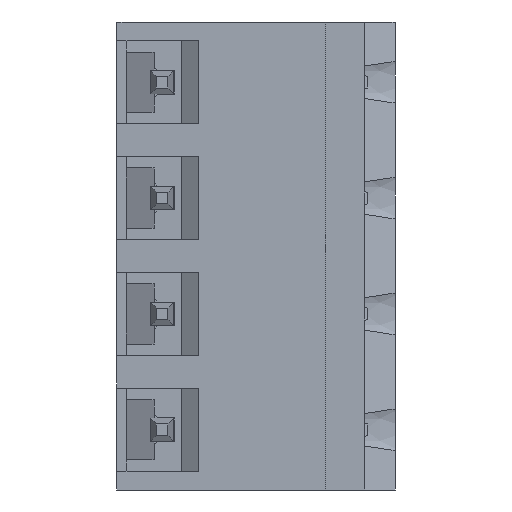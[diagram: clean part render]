
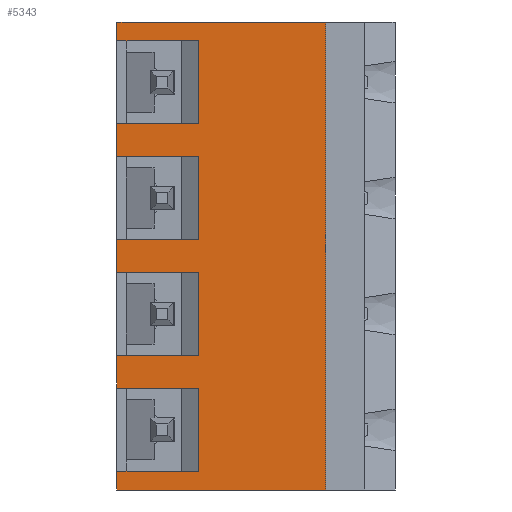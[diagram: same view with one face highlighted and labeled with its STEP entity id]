
A CAD part, left-side view. The second image highlights one B-rep face of the part: STEP entity #5343.
In plain terms, the highlighted planar face has unit normal (-1, 0, 0).
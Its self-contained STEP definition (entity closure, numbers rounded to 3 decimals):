
#388=DIRECTION('',(0.,0.,1.));
#389=VECTOR('',#388,20.2);
#390=CARTESIAN_POINT('',(-3.9,3.,0.));
#391=LINE('',#390,#389);
#400=DIRECTION('',(0.,0.,1.));
#401=VECTOR('',#400,1.4);
#402=CARTESIAN_POINT('',(-3.9,12.,14.4));
#403=LINE('',#402,#401);
#404=DIRECTION('',(0.,0.,-1.));
#405=VECTOR('',#404,3.6);
#406=CARTESIAN_POINT('',(-3.9,8.5,19.4));
#407=LINE('',#406,#405);
#408=DIRECTION('',(0.,0.,1.));
#409=VECTOR('',#408,0.8);
#410=CARTESIAN_POINT('',(-3.9,12.,19.4));
#411=LINE('',#410,#409);
#412=DIRECTION('',(0.,-1.,0.));
#413=VECTOR('',#412,9.);
#414=CARTESIAN_POINT('',(-3.9,12.,20.2));
#415=LINE('',#414,#413);
#416=DIRECTION('',(0.,-1.,0.));
#417=VECTOR('',#416,9.);
#418=CARTESIAN_POINT('',(-3.9,12.,0.));
#419=LINE('',#418,#417);
#420=DIRECTION('',(0.,0.,1.));
#421=VECTOR('',#420,0.8);
#422=CARTESIAN_POINT('',(-3.9,12.,0.));
#423=LINE('',#422,#421);
#424=DIRECTION('',(0.,0.,-1.));
#425=VECTOR('',#424,3.6);
#426=CARTESIAN_POINT('',(-3.9,8.5,4.4));
#427=LINE('',#426,#425);
#428=DIRECTION('',(0.,0.,1.));
#429=VECTOR('',#428,1.4);
#430=CARTESIAN_POINT('',(-3.9,12.,4.4));
#431=LINE('',#430,#429);
#432=DIRECTION('',(0.,0.,-1.));
#433=VECTOR('',#432,3.6);
#434=CARTESIAN_POINT('',(-3.9,8.5,9.4));
#435=LINE('',#434,#433);
#436=DIRECTION('',(0.,0.,1.));
#437=VECTOR('',#436,1.4);
#438=CARTESIAN_POINT('',(-3.9,12.,9.4));
#439=LINE('',#438,#437);
#440=DIRECTION('',(0.,0.,-1.));
#441=VECTOR('',#440,3.6);
#442=CARTESIAN_POINT('',(-3.9,8.5,14.4));
#443=LINE('',#442,#441);
#508=DIRECTION('',(0.,-1.,0.));
#509=VECTOR('',#508,3.5);
#510=CARTESIAN_POINT('',(-3.9,12.,19.4));
#511=LINE('',#510,#509);
#516=DIRECTION('',(0.,1.,0.));
#517=VECTOR('',#516,3.5);
#518=CARTESIAN_POINT('',(-3.9,8.5,15.8));
#519=LINE('',#518,#517);
#1924=DIRECTION('',(0.,-1.,0.));
#1925=VECTOR('',#1924,3.5);
#1926=CARTESIAN_POINT('',(-3.9,12.,4.4));
#1927=LINE('',#1926,#1925);
#2060=DIRECTION('',(0.,1.,0.));
#2061=VECTOR('',#2060,3.5);
#2062=CARTESIAN_POINT('',(-3.9,8.5,0.8));
#2063=LINE('',#2062,#2061);
#2473=DIRECTION('',(0.,-1.,0.));
#2474=VECTOR('',#2473,3.5);
#2475=CARTESIAN_POINT('',(-3.9,12.,9.4));
#2476=LINE('',#2475,#2474);
#2605=DIRECTION('',(0.,1.,0.));
#2606=VECTOR('',#2605,3.5);
#2607=CARTESIAN_POINT('',(-3.9,8.5,5.8));
#2608=LINE('',#2607,#2606);
#3018=DIRECTION('',(0.,-1.,0.));
#3019=VECTOR('',#3018,3.5);
#3020=CARTESIAN_POINT('',(-3.9,12.,14.4));
#3021=LINE('',#3020,#3019);
#3150=DIRECTION('',(0.,1.,0.));
#3151=VECTOR('',#3150,3.5);
#3152=CARTESIAN_POINT('',(-3.9,8.5,10.8));
#3153=LINE('',#3152,#3151);
#3780=CARTESIAN_POINT('',(-3.9,12.,4.4));
#3782=VERTEX_POINT('',#3780);
#3786=CARTESIAN_POINT('',(-3.9,12.,0.8));
#3787=VERTEX_POINT('',#3786);
#3893=CARTESIAN_POINT('',(-3.9,8.5,4.4));
#3895=VERTEX_POINT('',#3893);
#3898=CARTESIAN_POINT('',(-3.9,8.5,0.8));
#3899=VERTEX_POINT('',#3898);
#4032=CARTESIAN_POINT('',(-3.9,12.,0.));
#4033=VERTEX_POINT('',#4032);
#4034=CARTESIAN_POINT('',(-3.9,3.,0.));
#4035=VERTEX_POINT('',#4034);
#4060=CARTESIAN_POINT('',(-3.9,12.,9.4));
#4062=VERTEX_POINT('',#4060);
#4066=CARTESIAN_POINT('',(-3.9,12.,5.8));
#4067=VERTEX_POINT('',#4066);
#4173=CARTESIAN_POINT('',(-3.9,8.5,9.4));
#4175=VERTEX_POINT('',#4173);
#4178=CARTESIAN_POINT('',(-3.9,8.5,5.8));
#4179=VERTEX_POINT('',#4178);
#4306=CARTESIAN_POINT('',(-3.9,12.,14.4));
#4308=VERTEX_POINT('',#4306);
#4312=CARTESIAN_POINT('',(-3.9,12.,10.8));
#4313=VERTEX_POINT('',#4312);
#4419=CARTESIAN_POINT('',(-3.9,8.5,14.4));
#4421=VERTEX_POINT('',#4419);
#4424=CARTESIAN_POINT('',(-3.9,8.5,10.8));
#4425=VERTEX_POINT('',#4424);
#4552=CARTESIAN_POINT('',(-3.9,12.,19.4));
#4554=VERTEX_POINT('',#4552);
#4558=CARTESIAN_POINT('',(-3.9,12.,15.8));
#4559=VERTEX_POINT('',#4558);
#4665=CARTESIAN_POINT('',(-3.9,8.5,19.4));
#4667=VERTEX_POINT('',#4665);
#4670=CARTESIAN_POINT('',(-3.9,8.5,15.8));
#4671=VERTEX_POINT('',#4670);
#4804=CARTESIAN_POINT('',(-3.9,12.,20.2));
#4805=VERTEX_POINT('',#4804);
#4806=CARTESIAN_POINT('',(-3.9,3.,20.2));
#4807=VERTEX_POINT('',#4806);
#5298=CARTESIAN_POINT('',(-3.9,12.,0.06));
#5299=DIRECTION('',(-1.,0.,0.));
#5300=DIRECTION('',(0.,-1.,0.));
#5301=AXIS2_PLACEMENT_3D('',#5298,#5299,#5300);
#5302=PLANE('',#5301);
#5304=ORIENTED_EDGE('',*,*,#5303,.T.);
#5306=ORIENTED_EDGE('',*,*,#5305,.F.);
#5308=ORIENTED_EDGE('',*,*,#5307,.F.);
#5310=ORIENTED_EDGE('',*,*,#5309,.F.);
#5312=ORIENTED_EDGE('',*,*,#5311,.T.);
#5313=ORIENTED_EDGE('',*,*,#4967,.T.);
#5314=ORIENTED_EDGE('',*,*,#5289,.F.);
#5316=ORIENTED_EDGE('',*,*,#5315,.F.);
#5318=ORIENTED_EDGE('',*,*,#5317,.T.);
#5320=ORIENTED_EDGE('',*,*,#5319,.F.);
#5322=ORIENTED_EDGE('',*,*,#5321,.F.);
#5324=ORIENTED_EDGE('',*,*,#5323,.F.);
#5326=ORIENTED_EDGE('',*,*,#5325,.T.);
#5328=ORIENTED_EDGE('',*,*,#5327,.F.);
#5330=ORIENTED_EDGE('',*,*,#5329,.F.);
#5332=ORIENTED_EDGE('',*,*,#5331,.F.);
#5334=ORIENTED_EDGE('',*,*,#5333,.T.);
#5336=ORIENTED_EDGE('',*,*,#5335,.F.);
#5338=ORIENTED_EDGE('',*,*,#5337,.F.);
#5340=ORIENTED_EDGE('',*,*,#5339,.F.);
#5341=EDGE_LOOP('',(#5304,#5306,#5308,#5310,#5312,#5313,#5314,#5316,#5318,#5320,
#5322,#5324,#5326,#5328,#5330,#5332,#5334,#5336,#5338,#5340));
#5342=FACE_OUTER_BOUND('',#5341,.F.);
#5343=ADVANCED_FACE('',(#5342),#5302,.T.);
#4967=EDGE_CURVE('',#4805,#4807,#415,.T.);
#5289=EDGE_CURVE('',#4035,#4807,#391,.T.);
#5303=EDGE_CURVE('',#4308,#4559,#403,.T.);
#5305=EDGE_CURVE('',#4671,#4559,#519,.T.);
#5307=EDGE_CURVE('',#4667,#4671,#407,.T.);
#5309=EDGE_CURVE('',#4554,#4667,#511,.T.);
#5311=EDGE_CURVE('',#4554,#4805,#411,.T.);
#5315=EDGE_CURVE('',#4033,#4035,#419,.T.);
#5317=EDGE_CURVE('',#4033,#3787,#423,.T.);
#5319=EDGE_CURVE('',#3899,#3787,#2063,.T.);
#5321=EDGE_CURVE('',#3895,#3899,#427,.T.);
#5323=EDGE_CURVE('',#3782,#3895,#1927,.T.);
#5325=EDGE_CURVE('',#3782,#4067,#431,.T.);
#5327=EDGE_CURVE('',#4179,#4067,#2608,.T.);
#5329=EDGE_CURVE('',#4175,#4179,#435,.T.);
#5331=EDGE_CURVE('',#4062,#4175,#2476,.T.);
#5333=EDGE_CURVE('',#4062,#4313,#439,.T.);
#5335=EDGE_CURVE('',#4425,#4313,#3153,.T.);
#5337=EDGE_CURVE('',#4421,#4425,#443,.T.);
#5339=EDGE_CURVE('',#4308,#4421,#3021,.T.);
